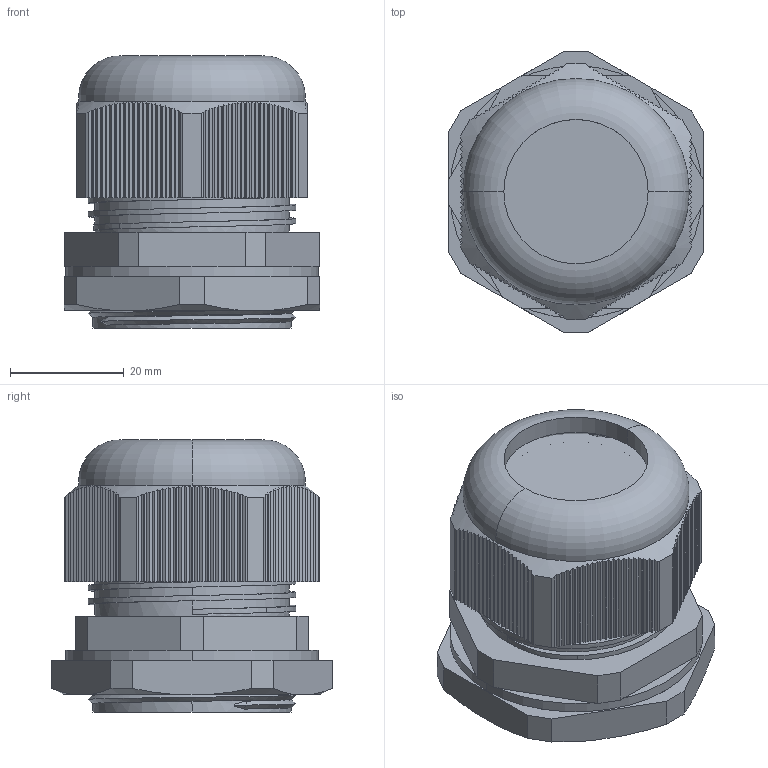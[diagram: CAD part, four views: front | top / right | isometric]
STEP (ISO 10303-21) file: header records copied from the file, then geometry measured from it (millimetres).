
FILE_DESCRIPTION (( 'STEP AP203' ), '1' );
FILE_NAME ('Ñàëüíèê PG29.STEP', '2017-01-10T09:18:57', ( 'kuryshev' ), ( '' ), 'SwSTEP 2.0', 'SolidWorks 2010', '' );
FILE_SCHEMA (( 'CONFIG_CONTROL_DESIGN' ));
Length unit declared in the file: millimetre
Products named in the file (1): Ñàëüíèê PG29
Bounding box: 45 x 49.4 x 47.9 mm (x, y, z)
Volume: 29553.4 mm3; surface area: 30552.4 mm2
Topology: 5 solids, 5 shells, 678 faces, 1935 edges, 1284 vertices
Faces by surface type: plane 532, cylinder 86, torus 25, bspline 21, cone 14
Entity records: 30504 total; most frequent: CARTESIAN_POINT 13873, ORIENTED_EDGE 3870, DIRECTION 2872, EDGE_CURVE 1935, VERTEX_POINT 1284, VECTOR 1118, LINE 1118, AXIS2_PLACEMENT_3D 877
